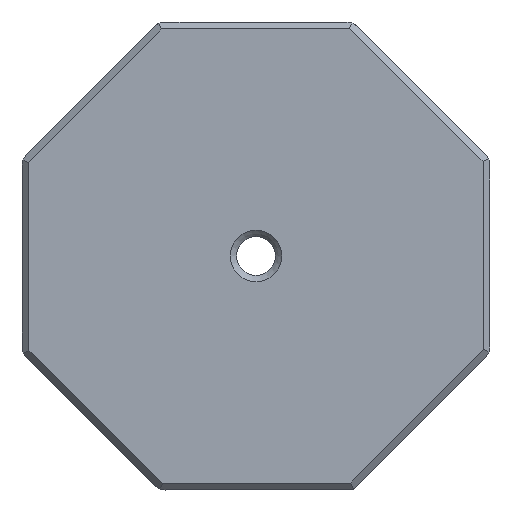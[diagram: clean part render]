
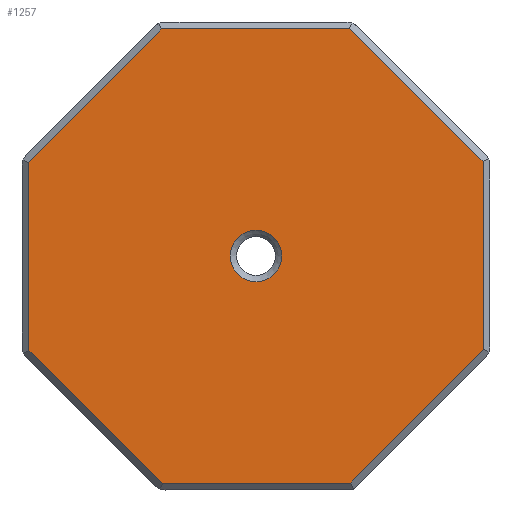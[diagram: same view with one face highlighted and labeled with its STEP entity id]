
A CAD part, front view. The second image highlights one B-rep face of the part: STEP entity #1257.
In plain terms, the highlighted planar face has unit normal (0, -1, 0).
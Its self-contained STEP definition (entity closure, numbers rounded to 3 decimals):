
#35=FACE_BOUND('',#197,.T.);
#55=PLANE('',#1372);
#127=FACE_OUTER_BOUND('',#196,.T.);
#196=EDGE_LOOP('',(#1114,#1115,#1116,#1117,#1118,#1119,#1120,#1121));
#197=EDGE_LOOP('',(#1122));
#228=CIRCLE('',#1373,2.);
#333=LINE('',#5990,#414);
#337=LINE('',#6001,#418);
#342=LINE('',#6017,#423);
#348=LINE('',#6033,#429);
#355=LINE('',#6053,#436);
#358=LINE('',#6061,#439);
#363=LINE('',#6077,#444);
#374=LINE('',#6139,#455);
#414=VECTOR('',#1517,10.);
#418=VECTOR('',#1527,10.);
#423=VECTOR('',#1542,10.);
#429=VECTOR('',#1558,10.);
#436=VECTOR('',#1577,10.);
#439=VECTOR('',#1584,10.);
#444=VECTOR('',#1599,10.);
#455=VECTOR('',#1640,10.);
#540=VERTEX_POINT('',#5987);
#541=VERTEX_POINT('',#5989);
#545=VERTEX_POINT('',#5999);
#551=VERTEX_POINT('',#6015);
#556=VERTEX_POINT('',#6031);
#563=VERTEX_POINT('',#6051);
#566=VERTEX_POINT('',#6059);
#572=VERTEX_POINT('',#6075);
#585=VERTEX_POINT('',#6145);
#703=EDGE_CURVE('',#540,#541,#333,.T.);
#709=EDGE_CURVE('',#545,#540,#337,.T.);
#717=EDGE_CURVE('',#551,#545,#342,.T.);
#725=EDGE_CURVE('',#556,#551,#348,.T.);
#735=EDGE_CURVE('',#563,#556,#355,.T.);
#739=EDGE_CURVE('',#566,#563,#358,.T.);
#747=EDGE_CURVE('',#572,#566,#363,.T.);
#769=EDGE_CURVE('',#541,#572,#374,.T.);
#772=EDGE_CURVE('',#585,#585,#228,.T.);
#1114=ORIENTED_EDGE('',*,*,#747,.F.);
#1115=ORIENTED_EDGE('',*,*,#769,.F.);
#1116=ORIENTED_EDGE('',*,*,#703,.F.);
#1117=ORIENTED_EDGE('',*,*,#709,.F.);
#1118=ORIENTED_EDGE('',*,*,#717,.F.);
#1119=ORIENTED_EDGE('',*,*,#725,.F.);
#1120=ORIENTED_EDGE('',*,*,#735,.F.);
#1121=ORIENTED_EDGE('',*,*,#739,.F.);
#1122=ORIENTED_EDGE('',*,*,#772,.F.);
#1257=ADVANCED_FACE('',(#127,#35),#55,.F.);
#1372=AXIS2_PLACEMENT_3D('',#6144,#1648,#1649);
#1373=AXIS2_PLACEMENT_3D('',#6146,#1650,#1651);
#1517=DIRECTION('',(0.705,0.,0.709));
#1527=DIRECTION('',(-0.003,0.,1.));
#1542=DIRECTION('',(-0.709,0.,0.705));
#1558=DIRECTION('',(-1.,0.,-0.003));
#1577=DIRECTION('',(-0.705,0.,-0.709));
#1584=DIRECTION('',(0.003,0.,-1.));
#1599=DIRECTION('',(0.709,0.,-0.705));
#1640=DIRECTION('',(1.,0.,0.003));
#1648=DIRECTION('center_axis',(0.,1.,0.));
#1649=DIRECTION('ref_axis',(1.,0.,0.));
#1650=DIRECTION('center_axis',(0.,-1.,0.));
#1651=DIRECTION('ref_axis',(1.,0.,0.));
#5987=CARTESIAN_POINT('',(-17.52,0.,7.201));
#5989=CARTESIAN_POINT('',(-7.296,0.,17.48));
#5990=CARTESIAN_POINT('',(-15.037,0.,9.698));
#5999=CARTESIAN_POINT('',(-17.48,0.,-7.296));
#6001=CARTESIAN_POINT('',(-17.49,0.,-3.775));
#6015=CARTESIAN_POINT('',(-7.201,0.,-17.52));
#6017=CARTESIAN_POINT('',(-9.698,0.,-15.037));
#6031=CARTESIAN_POINT('',(7.296,0.,-17.48));
#6033=CARTESIAN_POINT('',(3.775,0.,-17.49));
#6051=CARTESIAN_POINT('',(17.52,0.,-7.201));
#6053=CARTESIAN_POINT('',(15.037,0.,-9.698));
#6059=CARTESIAN_POINT('',(17.48,0.,7.296));
#6061=CARTESIAN_POINT('',(17.49,0.,3.775));
#6075=CARTESIAN_POINT('',(7.201,0.,17.52));
#6077=CARTESIAN_POINT('',(9.698,0.,15.037));
#6139=CARTESIAN_POINT('',(-3.775,0.,17.49));
#6144=CARTESIAN_POINT('Origin',(0.,0.,0.));
#6145=CARTESIAN_POINT('',(-2.,0.,0.));
#6146=CARTESIAN_POINT('Origin',(0.,0.,0.));
